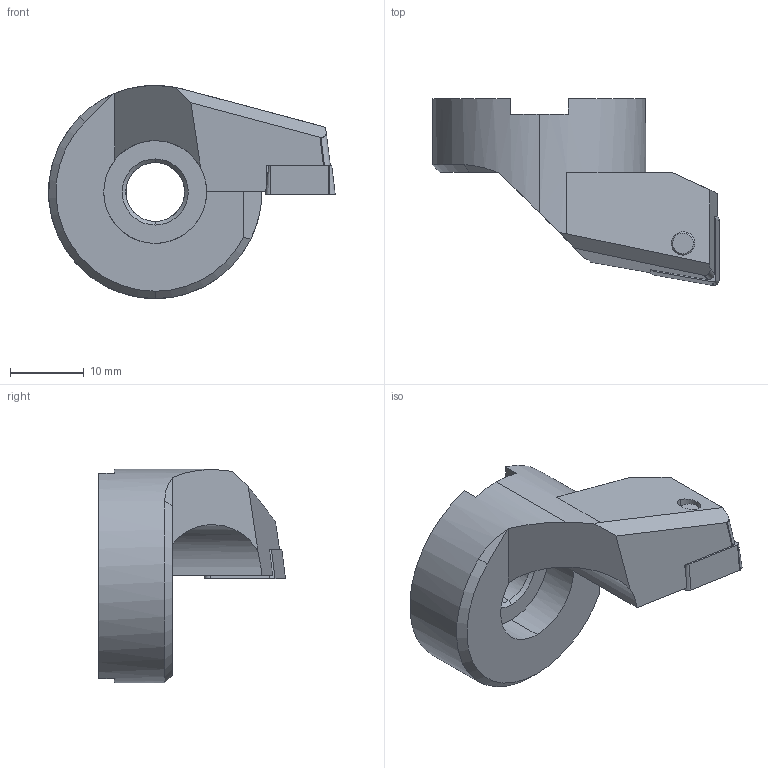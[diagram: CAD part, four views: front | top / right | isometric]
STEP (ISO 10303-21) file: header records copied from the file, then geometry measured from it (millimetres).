
FILE_DESCRIPTION(('no description'),'unknown implementation level');
FILE_NAME('7415C3BD-4F45-4681-B692-C217EC97B03D_export.stp',' ',('CIMSOURCE GmbH'),('CADClick - KiM GmbH - www.kimweb.de'),'unknown preprocess','ACIS','unknown authorization');
FILE_SCHEMA(('automotive_design'));
Length unit declared in the file: millimetre
Products named in the file (3): 626.364 Kaiser Wendeplattenhalter ENH 62 CC09 94-126|654.952 Kaiser CCMT 09T308 K20C;Kombinieren1; 626.364 Kaiser Wendeplattenhalter ENH 62 CC09 94-126|694.141 Kaiser ETL M4x9.2 T15 IP 10S;Kreismuster1; 626.364 Kaiser Wendeplattenhalter ENH 62 CC09 94-126|626.364 Kaiser Wendeplattenhalter ENH 62 CC09 94-126;Fase3
Bounding box: 38.97 x 25.41 x 29 mm (x, y, z)
Volume: 8066.6 mm3; surface area: 3985 mm2
Topology: 3 solids, 3 shells, 115 faces, 299 edges, 189 vertices
Faces by surface type: cylinder 44, plane 41, cone 22, torus 8
Entity records: 7013 total; most frequent: DIRECTION 674, CARTESIAN_POINT 655, STYLED_ITEM 606, PRESENTATION_STYLE_ASSIGNMENT 606, COLOUR_RGB 606, ORIENTED_EDGE 598, EDGE_CURVE 299, CURVE_STYLE 299
